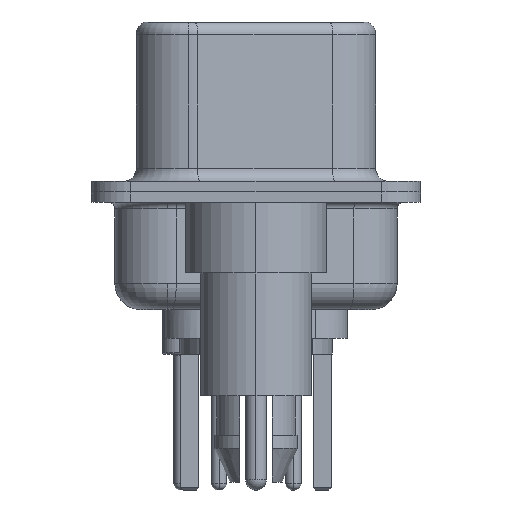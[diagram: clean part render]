
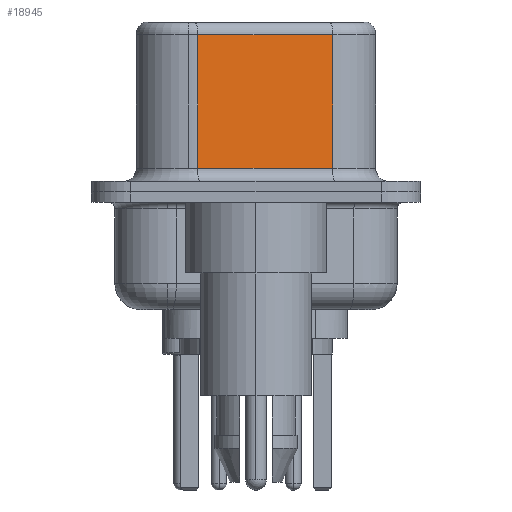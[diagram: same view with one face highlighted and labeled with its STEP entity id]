
A CAD part, left-side view. The second image highlights one B-rep face of the part: STEP entity #18945.
In plain terms, the highlighted planar face has unit normal (-0.985, -0.174, 0).
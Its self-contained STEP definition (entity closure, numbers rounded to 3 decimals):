
#199 = CARTESIAN_POINT ( 'NONE',  ( 4.585, -2.927, 0.9 ) ) ;
#749 = CARTESIAN_POINT ( 'NONE',  ( 4.585, -2.927, 6.02 ) ) ;
#964 = LINE ( 'NONE', #199, #20450 ) ;
#1978 = CARTESIAN_POINT ( 'NONE',  ( 4.585, -2.927, 0.9 ) ) ;
#2874 = VECTOR ( 'NONE', #11862, 1000. ) ;
#2986 = EDGE_LOOP ( 'NONE', ( #16119, #4343, #16671, #22076 ) ) ;
#4343 = ORIENTED_EDGE ( 'NONE', *, *, #6455, .T. ) ;
#5728 = VERTEX_POINT ( 'NONE', #1978 ) ;
#5823 = EDGE_CURVE ( 'NONE', #15422, #5728, #964, .T. ) ;
#6062 = AXIS2_PLACEMENT_3D ( 'NONE', #10843, #23886, #9078 ) ;
#6311 = DIRECTION ( 'NONE',  ( 0., 0., -1. ) ) ;
#6455 = EDGE_CURVE ( 'NONE', #7161, #8038, #9393, .T. ) ;
#7161 = VERTEX_POINT ( 'NONE', #749 ) ;
#8038 = VERTEX_POINT ( 'NONE', #8997 ) ;
#8223 = VECTOR ( 'NONE', #21731, 1000. ) ;
#8634 = CARTESIAN_POINT ( 'NONE',  ( 3.675, 2.233, 0.9 ) ) ;
#8997 = CARTESIAN_POINT ( 'NONE',  ( 3.675, 2.233, 6.02 ) ) ;
#9078 = DIRECTION ( 'NONE',  ( -0.174, 0.985, 0. ) ) ;
#9393 = LINE ( 'NONE', #23516, #8223 ) ;
#10226 = CARTESIAN_POINT ( 'NONE',  ( 3.675, 2.233, 6.52 ) ) ;
#10843 = CARTESIAN_POINT ( 'NONE',  ( 4.585, -2.927, 6.52 ) ) ;
#11862 = DIRECTION ( 'NONE',  ( 0., 0., -1. ) ) ;
#13870 = EDGE_CURVE ( 'NONE', #8038, #15422, #14004, .T. ) ;
#14004 = LINE ( 'NONE', #10226, #21863 ) ;
#15422 = VERTEX_POINT ( 'NONE', #8634 ) ;
#16119 = ORIENTED_EDGE ( 'NONE', *, *, #24079, .F. ) ;
#16671 = ORIENTED_EDGE ( 'NONE', *, *, #13870, .T. ) ;
#17550 = CARTESIAN_POINT ( 'NONE',  ( 4.585, -2.927, 6.52 ) ) ;
#18945 = ADVANCED_FACE ( 'NONE', ( #19442 ), #20540, .F. ) ;
#19022 = DIRECTION ( 'NONE',  ( 0.174, -0.985, 0. ) ) ;
#19442 = FACE_OUTER_BOUND ( 'NONE', #2986, .T. ) ;
#19718 = LINE ( 'NONE', #17550, #2874 ) ;
#20450 = VECTOR ( 'NONE', #19022, 1000. ) ;
#20540 = PLANE ( 'NONE',  #6062 ) ;
#21731 = DIRECTION ( 'NONE',  ( -0.174, 0.985, 0. ) ) ;
#21863 = VECTOR ( 'NONE', #6311, 1000. ) ;
#22076 = ORIENTED_EDGE ( 'NONE', *, *, #5823, .T. ) ;
#23516 = CARTESIAN_POINT ( 'NONE',  ( 4.585, -2.927, 6.02 ) ) ;
#23886 = DIRECTION ( 'NONE',  ( 0.985, 0.174, 0. ) ) ;
#24079 = EDGE_CURVE ( 'NONE', #7161, #5728, #19718, .T. ) ;
